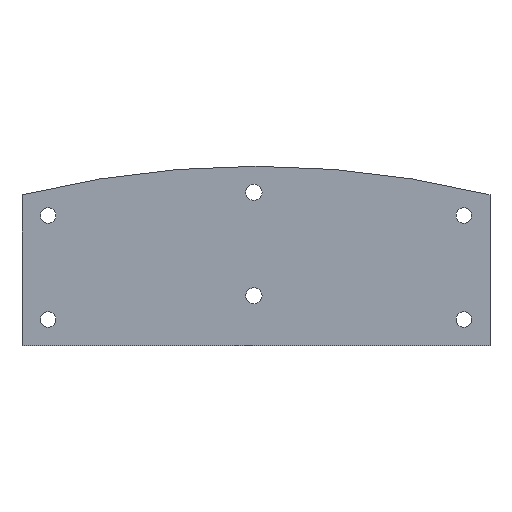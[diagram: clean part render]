
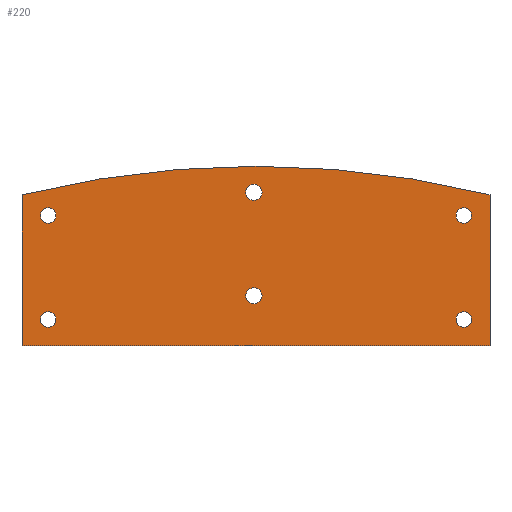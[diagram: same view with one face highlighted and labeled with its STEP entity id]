
A CAD part, top view. The second image highlights one B-rep face of the part: STEP entity #220.
In plain terms, the highlighted planar face has unit normal (0, 0, 1).
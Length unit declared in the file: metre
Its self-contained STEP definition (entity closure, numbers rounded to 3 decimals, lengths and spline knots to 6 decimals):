
#13=CIRCLE('',#238,0.187084);
#14=CIRCLE('',#241,0.0015);
#16=CIRCLE('',#244,0.0015);
#18=CIRCLE('',#247,0.00155);
#20=CIRCLE('',#250,0.00155);
#22=CIRCLE('',#253,0.0015);
#24=CIRCLE('',#256,0.0015);
#61=ORIENTED_EDGE('',*,*,#101,.T.);
#62=ORIENTED_EDGE('',*,*,#99,.T.);
#63=ORIENTED_EDGE('',*,*,#97,.T.);
#64=ORIENTED_EDGE('',*,*,#95,.T.);
#65=ORIENTED_EDGE('',*,*,#93,.T.);
#66=ORIENTED_EDGE('',*,*,#91,.T.);
#67=ORIENTED_EDGE('',*,*,#83,.T.);
#68=ORIENTED_EDGE('',*,*,#104,.T.);
#69=ORIENTED_EDGE('',*,*,#89,.T.);
#70=ORIENTED_EDGE('',*,*,#86,.F.);
#83=EDGE_CURVE('',#108,#107,#127,.T.);
#86=EDGE_CURVE('',#108,#110,#13,.T.);
#89=EDGE_CURVE('',#112,#110,#131,.T.);
#91=EDGE_CURVE('',#113,#113,#14,.T.);
#93=EDGE_CURVE('',#115,#115,#16,.T.);
#95=EDGE_CURVE('',#117,#117,#18,.T.);
#97=EDGE_CURVE('',#119,#119,#20,.T.);
#99=EDGE_CURVE('',#121,#121,#22,.T.);
#101=EDGE_CURVE('',#123,#123,#24,.T.);
#104=EDGE_CURVE('',#107,#112,#134,.T.);
#107=VERTEX_POINT('',#331);
#108=VERTEX_POINT('',#333);
#110=VERTEX_POINT('',#339);
#112=VERTEX_POINT('',#345);
#113=VERTEX_POINT('',#349);
#115=VERTEX_POINT('',#354);
#117=VERTEX_POINT('',#359);
#119=VERTEX_POINT('',#364);
#121=VERTEX_POINT('',#369);
#123=VERTEX_POINT('',#374);
#127=LINE('',#332,#137);
#131=LINE('',#344,#141);
#134=LINE('',#379,#144);
#137=VECTOR('',#267,1.);
#141=VECTOR('',#279,1.);
#144=VECTOR('',#320,1.);
#161=EDGE_LOOP('',(#61));
#162=EDGE_LOOP('',(#62));
#163=EDGE_LOOP('',(#63));
#164=EDGE_LOOP('',(#64));
#165=EDGE_LOOP('',(#65));
#166=EDGE_LOOP('',(#66));
#167=EDGE_LOOP('',(#67,#68,#69,#70));
#191=FACE_BOUND('',#161,.T.);
#192=FACE_BOUND('',#162,.T.);
#193=FACE_BOUND('',#163,.T.);
#194=FACE_BOUND('',#164,.T.);
#195=FACE_BOUND('',#165,.T.);
#196=FACE_BOUND('',#166,.T.);
#197=FACE_BOUND('',#167,.T.);
#208=PLANE('',#259);
#220=ADVANCED_FACE('',(#191,#192,#193,#194,#195,#196,#197),#208,.F.);
#238=AXIS2_PLACEMENT_3D('',#338,#273,#274);
#241=AXIS2_PLACEMENT_3D('',#348,#283,#284);
#244=AXIS2_PLACEMENT_3D('',#353,#289,#290);
#247=AXIS2_PLACEMENT_3D('',#358,#295,#296);
#250=AXIS2_PLACEMENT_3D('',#363,#301,#302);
#253=AXIS2_PLACEMENT_3D('',#368,#307,#308);
#256=AXIS2_PLACEMENT_3D('',#373,#313,#314);
#259=AXIS2_PLACEMENT_3D('',#380,#321,#322);
#267=DIRECTION('',(0.,-1.,0.));
#273=DIRECTION('',(0.,0.,-1.));
#274=DIRECTION('',(-1.,0.,0.));
#279=DIRECTION('',(0.,1.,0.));
#283=DIRECTION('',(0.,0.,-1.));
#284=DIRECTION('',(-1.,0.,0.));
#289=DIRECTION('',(0.,0.,-1.));
#290=DIRECTION('',(-1.,0.,0.));
#295=DIRECTION('',(0.,0.,-1.));
#296=DIRECTION('',(-1.,0.,0.));
#301=DIRECTION('',(0.,0.,-1.));
#302=DIRECTION('',(-1.,0.,0.));
#307=DIRECTION('',(0.,0.,-1.));
#308=DIRECTION('',(-1.,0.,0.));
#313=DIRECTION('',(0.,0.,-1.));
#314=DIRECTION('',(-1.,0.,0.));
#320=DIRECTION('',(1.,0.,0.));
#321=DIRECTION('',(0.,0.,-1.));
#322=DIRECTION('',(1.,0.,0.));
#331=CARTESIAN_POINT('',(-0.0449,-0.032,0.021));
#332=CARTESIAN_POINT('',(-0.0449,-0.017521,0.021));
#333=CARTESIAN_POINT('',(-0.0449,-0.003042,0.021));
#338=CARTESIAN_POINT('',(0.,-0.184658,0.021));
#339=CARTESIAN_POINT('',(0.0449,-0.003042,0.021));
#344=CARTESIAN_POINT('',(0.0449,-0.017521,0.021));
#345=CARTESIAN_POINT('',(0.0449,-0.032,0.021));
#348=CARTESIAN_POINT('',(-0.0399,-0.007,0.021));
#349=CARTESIAN_POINT('',(-0.0414,-0.007,0.021));
#353=CARTESIAN_POINT('',(-0.0399,-0.027,0.021));
#354=CARTESIAN_POINT('',(-0.0414,-0.027,0.021));
#358=CARTESIAN_POINT('',(-0.000394,-0.002575,0.021));
#359=CARTESIAN_POINT('',(-0.001944,-0.002575,0.021));
#363=CARTESIAN_POINT('',(-0.000394,-0.022425,0.021));
#364=CARTESIAN_POINT('',(-0.001944,-0.022425,0.021));
#368=CARTESIAN_POINT('',(0.0399,-0.007,0.021));
#369=CARTESIAN_POINT('',(0.0384,-0.007,0.021));
#373=CARTESIAN_POINT('',(0.0399,-0.027,0.021));
#374=CARTESIAN_POINT('',(0.0384,-0.027,0.021));
#379=CARTESIAN_POINT('',(0.,-0.032,0.021));
#380=CARTESIAN_POINT('',(0.,-0.033187,0.021));
